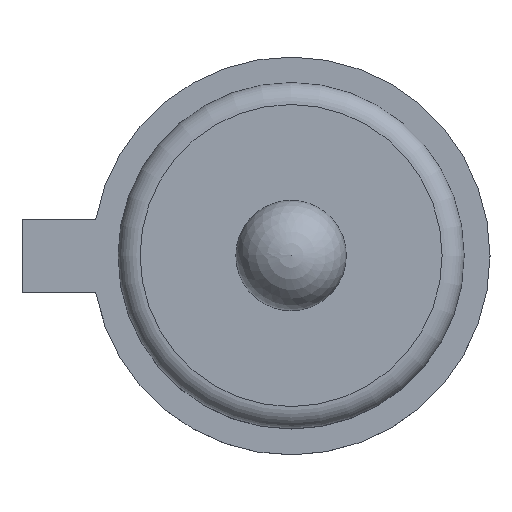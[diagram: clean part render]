
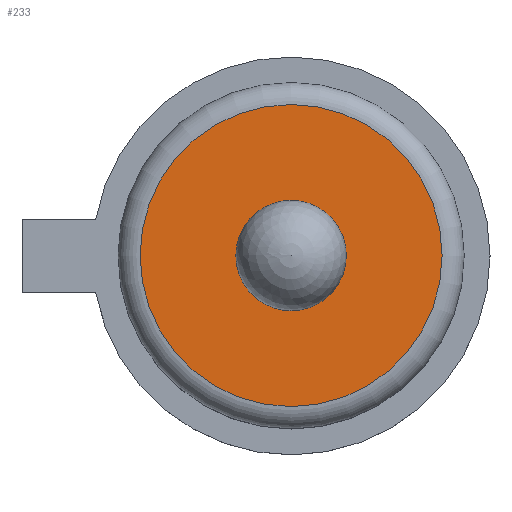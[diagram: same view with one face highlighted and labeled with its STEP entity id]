
A CAD part, top view. The second image highlights one B-rep face of the part: STEP entity #233.
In plain terms, the highlighted planar face has unit normal (0, 0, 1).
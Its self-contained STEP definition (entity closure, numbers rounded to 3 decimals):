
#29=PLANE('',#277);
#45=FACE_OUTER_BOUND('',#62,.T.);
#62=EDGE_LOOP('',(#199));
#107=CIRCLE('',#272,2.05);
#127=VERTEX_POINT('',#409);
#153=EDGE_CURVE('',#127,#127,#107,.T.);
#199=ORIENTED_EDGE('',*,*,#153,.F.);
#233=ADVANCED_FACE('',(#45),#29,.T.);
#272=AXIS2_PLACEMENT_3D('',#410,#337,#338);
#277=AXIS2_PLACEMENT_3D('',#418,#348,#349);
#337=DIRECTION('center_axis',(0.,0.,-1.));
#338=DIRECTION('ref_axis',(-1.,0.,0.));
#348=DIRECTION('center_axis',(0.,0.,1.));
#349=DIRECTION('ref_axis',(1.,0.,0.));
#409=CARTESIAN_POINT('',(-2.05,0.,3.75));
#410=CARTESIAN_POINT('Origin',(0.,0.,3.75));
#418=CARTESIAN_POINT('Origin',(0.,0.,3.75));
